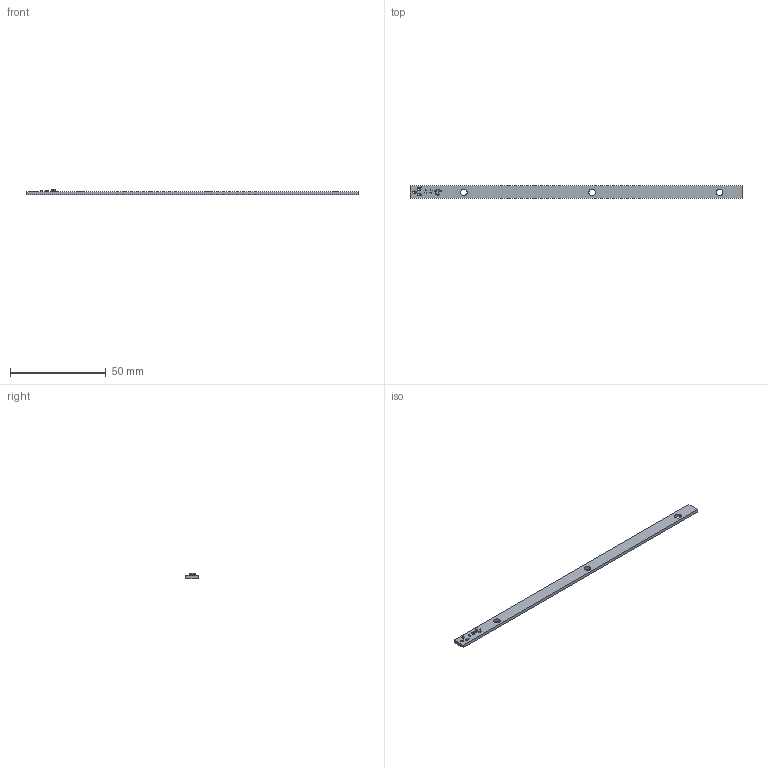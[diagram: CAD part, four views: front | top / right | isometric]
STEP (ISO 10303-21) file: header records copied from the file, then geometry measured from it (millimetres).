
FILE_DESCRIPTION(('KiCad electronic assembly'),'2;1');
FILE_NAME('FT25-BL.step','2024-11-07T19:25:30',('Pcbnew'),('Kicad'), 'Open CASCADE STEP processor 7.7','KiCad to STEP converter','Unknown' );
FILE_SCHEMA(('AUTOMOTIVE_DESIGN { 1 0 10303 214 1 1 1 1 }'));
Length unit declared in the file: millimetre
Products named in the file (11): FT25-BL 1; R_0603_1608Metric; SOT-23; SOT_23; _autosave-FT25-BL_zone_1; _autosave-FT25-BL_zone_2; _autosave-FT25-BL_zone_3; _autosave-FT25-BL_zone_4; _autosave-FT25-BL_zone_5; _autosave-FT25-BL_PCB
Assembly tree (11 placements, depth 3):
  FT25-BL 1
    R_0603_1608Metric  x2
      R_0603_1608Metric
    SOT-23
      SOT_23
    _autosave-FT25-BL_zone_1
    _autosave-FT25-BL_zone_2
    _autosave-FT25-BL_zone_3
    _autosave-FT25-BL_zone_4
    _autosave-FT25-BL_zone_5
    _autosave-FT25-BL_PCB
Bounding box: 173.5 x 6.5 x 2.85 mm (x, y, z)
Volume: 1762.7 mm3; surface area: 2876.3 mm2
Topology: 9 solids, 9 shells, 218 faces, 550 edges, 350 vertices
Faces by surface type: plane 154, cylinder 37, bspline 27
Full cylindrical faces by diameter (mm): 1 x3, 3.4 x3
Entity records: 6563 total; most frequent: CARTESIAN_POINT 1105, ORIENTED_EDGE 964, DIRECTION 862, EDGE_CURVE 482, LINE 392, VECTOR 392, VERTEX_POINT 306, AXIS2_PLACEMENT_3D 235
